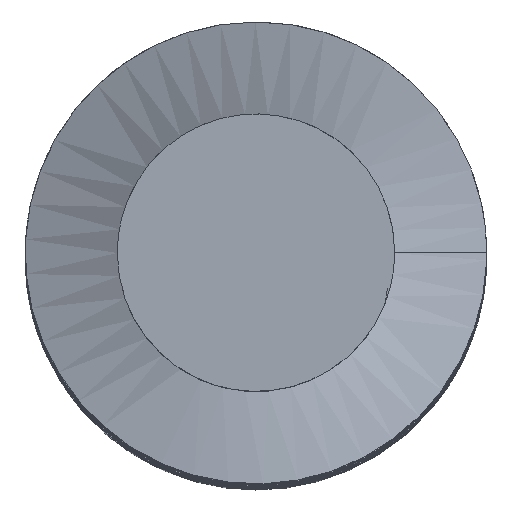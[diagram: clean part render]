
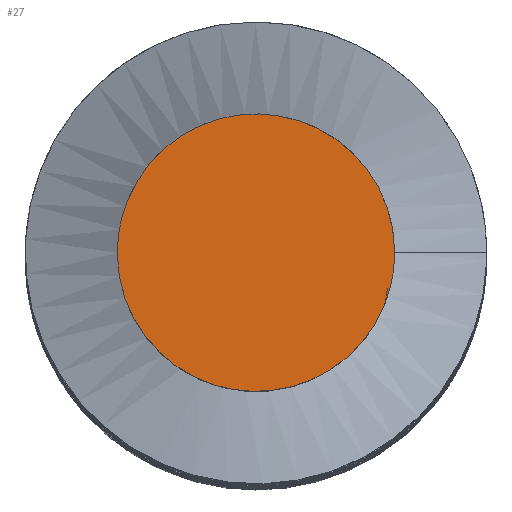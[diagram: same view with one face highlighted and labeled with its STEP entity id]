
A CAD part, top view. The second image highlights one B-rep face of the part: STEP entity #27.
In plain terms, the highlighted planar face has unit normal (0, 0, 1).
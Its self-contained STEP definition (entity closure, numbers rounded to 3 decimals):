
#27=ADVANCED_FACE('',(#60),#549,.T.);
#60=FACE_OUTER_BOUND('',#93,.T.);
#93=EDGE_LOOP('',(#135,#136));
#135=ORIENTED_EDGE('',*,*,#304,.T.);
#136=ORIENTED_EDGE('',*,*,#390,.T.);
#304=EDGE_CURVE('',#485,#540,#448,.T.);
#390=EDGE_CURVE('',#540,#485,#482,.T.);
#448=(
BOUNDED_CURVE()
B_SPLINE_CURVE(2,(#14551,#14552,#14553,#14554,#14555),.UNSPECIFIED.,.F.,
 .F.)
B_SPLINE_CURVE_WITH_KNOTS((3,2,3),(0.,1.571,3.142),
 .UNSPECIFIED.)
CURVE()
GEOMETRIC_REPRESENTATION_ITEM()
RATIONAL_B_SPLINE_CURVE((1.,0.707,1.,0.707,1.))
REPRESENTATION_ITEM('')
);
#482=(
BOUNDED_CURVE()
B_SPLINE_CURVE(2,(#23187,#23188,#23189,#23190,#23191),.UNSPECIFIED.,.F.,
 .F.)
B_SPLINE_CURVE_WITH_KNOTS((3,2,3),(3.142,4.712,6.283),
 .UNSPECIFIED.)
CURVE()
GEOMETRIC_REPRESENTATION_ITEM()
RATIONAL_B_SPLINE_CURVE((1.,0.707,1.,0.707,1.))
REPRESENTATION_ITEM('')
);
#485=VERTEX_POINT('',#14482);
#540=VERTEX_POINT('',#14537);
#549=PLANE('',#597);
#597=AXIS2_PLACEMENT_3D('',#621,#604,$);
#604=DIRECTION('',(0.,0.,1.));
#621=CARTESIAN_POINT('',(-6.13,-6.13,162.));
#14482=CARTESIAN_POINT('',(6.01,0.,162.));
#14537=CARTESIAN_POINT('',(-6.01,0.,162.));
#14551=CARTESIAN_POINT('',(6.01,0.,162.));
#14552=CARTESIAN_POINT('',(6.01,6.01,162.));
#14553=CARTESIAN_POINT('',(0.,6.01,162.));
#14554=CARTESIAN_POINT('',(-6.01,6.01,162.));
#14555=CARTESIAN_POINT('',(-6.01,0.,162.));
#23187=CARTESIAN_POINT('',(-6.01,0.,162.));
#23188=CARTESIAN_POINT('',(-6.01,-6.01,162.));
#23189=CARTESIAN_POINT('',(0.,-6.01,162.));
#23190=CARTESIAN_POINT('',(6.01,-6.01,162.));
#23191=CARTESIAN_POINT('',(6.01,0.,162.));
